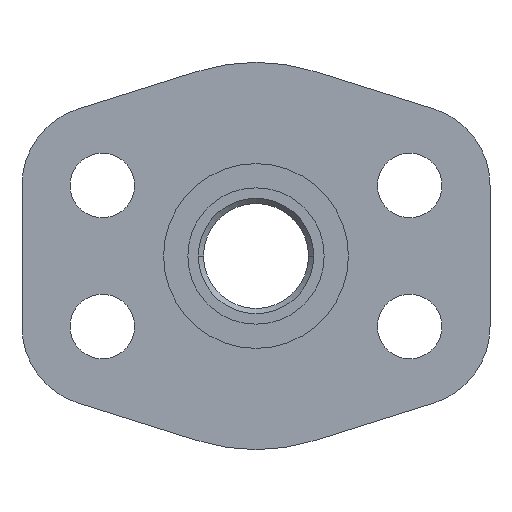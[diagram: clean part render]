
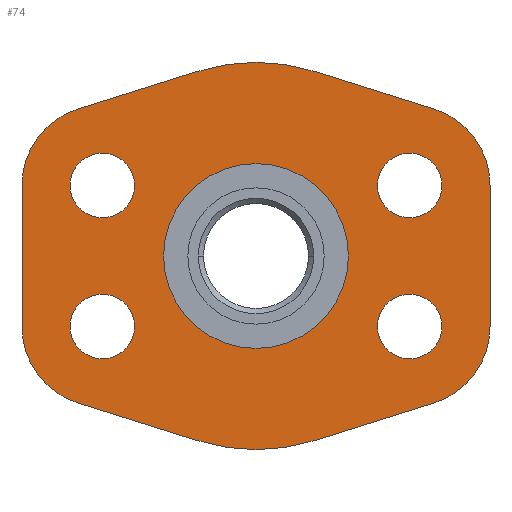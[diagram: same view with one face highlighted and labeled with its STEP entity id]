
A CAD part, front view. The second image highlights one B-rep face of the part: STEP entity #74.
In plain terms, the highlighted planar face has unit normal (0, -1, 0).
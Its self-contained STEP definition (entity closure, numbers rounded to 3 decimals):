
#74=ADVANCED_FACE('',(#156,#157,#158,#159,#160,#161),#162,.F.);
#156=FACE_BOUND('',#262,.T.);
#157=FACE_OUTER_BOUND('',#263,.T.);
#158=FACE_BOUND('',#264,.T.);
#159=FACE_BOUND('',#265,.T.);
#160=FACE_BOUND('',#266,.T.);
#161=FACE_BOUND('',#267,.T.);
#162=PLANE('',#268);
#262=EDGE_LOOP('',(#535,#536));
#263=EDGE_LOOP('',(#537,#538,#539,#540,#541,#542,#543,#544,#545,#546,#547,#548));
#264=EDGE_LOOP('',(#549,#550));
#265=EDGE_LOOP('',(#551,#552));
#266=EDGE_LOOP('',(#553,#554));
#267=EDGE_LOOP('',(#555,#556));
#268=AXIS2_PLACEMENT_3D('',#557,#558,#559);
#535=ORIENTED_EDGE('',*,*,#734,.T.);
#536=ORIENTED_EDGE('',*,*,#733,.T.);
#537=ORIENTED_EDGE('',*,*,#769,.F.);
#538=ORIENTED_EDGE('',*,*,#770,.F.);
#539=ORIENTED_EDGE('',*,*,#771,.F.);
#540=ORIENTED_EDGE('',*,*,#772,.F.);
#541=ORIENTED_EDGE('',*,*,#773,.T.);
#542=ORIENTED_EDGE('',*,*,#774,.F.);
#543=ORIENTED_EDGE('',*,*,#775,.T.);
#544=ORIENTED_EDGE('',*,*,#776,.F.);
#545=ORIENTED_EDGE('',*,*,#777,.F.);
#546=ORIENTED_EDGE('',*,*,#778,.F.);
#547=ORIENTED_EDGE('',*,*,#779,.T.);
#548=ORIENTED_EDGE('',*,*,#780,.F.);
#549=ORIENTED_EDGE('',*,*,#755,.T.);
#550=ORIENTED_EDGE('',*,*,#693,.T.);
#551=ORIENTED_EDGE('',*,*,#753,.T.);
#552=ORIENTED_EDGE('',*,*,#697,.T.);
#553=ORIENTED_EDGE('',*,*,#751,.T.);
#554=ORIENTED_EDGE('',*,*,#701,.T.);
#555=ORIENTED_EDGE('',*,*,#749,.T.);
#556=ORIENTED_EDGE('',*,*,#705,.T.);
#557=CARTESIAN_POINT('',(0.,0.,0.));
#558=DIRECTION('',(-0.0,1.0,0.));
#559=DIRECTION('',(1.0,0.0,0.0));
#693=EDGE_CURVE('',#819,#823,#825,.T.);
#697=EDGE_CURVE('',#827,#831,#833,.T.);
#701=EDGE_CURVE('',#835,#839,#841,.T.);
#705=EDGE_CURVE('',#843,#847,#849,.T.);
#733=EDGE_CURVE('',#897,#901,#903,.T.);
#734=EDGE_CURVE('',#901,#897,#904,.T.);
#749=EDGE_CURVE('',#847,#843,#921,.T.);
#751=EDGE_CURVE('',#839,#835,#923,.T.);
#753=EDGE_CURVE('',#831,#827,#925,.T.);
#755=EDGE_CURVE('',#823,#819,#927,.T.);
#769=EDGE_CURVE('',#953,#954,#955,.T.);
#770=EDGE_CURVE('',#956,#953,#957,.T.);
#771=EDGE_CURVE('',#958,#956,#959,.T.);
#772=EDGE_CURVE('',#960,#958,#961,.T.);
#773=EDGE_CURVE('',#960,#962,#963,.T.);
#774=EDGE_CURVE('',#964,#962,#965,.T.);
#775=EDGE_CURVE('',#964,#966,#967,.T.);
#776=EDGE_CURVE('',#968,#966,#969,.T.);
#777=EDGE_CURVE('',#970,#968,#971,.T.);
#778=EDGE_CURVE('',#972,#970,#973,.T.);
#779=EDGE_CURVE('',#972,#974,#975,.T.);
#780=EDGE_CURVE('',#954,#974,#976,.T.);
#819=VERTEX_POINT('',#1021);
#823=VERTEX_POINT('',#1026);
#825=CIRCLE('',#1029,4.0);
#827=VERTEX_POINT('',#1031);
#831=VERTEX_POINT('',#1036);
#833=CIRCLE('',#1039,4.0);
#835=VERTEX_POINT('',#1041);
#839=VERTEX_POINT('',#1046);
#841=CIRCLE('',#1049,4.0);
#843=VERTEX_POINT('',#1051);
#847=VERTEX_POINT('',#1056);
#849=CIRCLE('',#1059,4.0);
#897=VERTEX_POINT('',#1289);
#901=VERTEX_POINT('',#1294);
#903=CIRCLE('',#1297,11.45);
#904=CIRCLE('',#1298,11.45);
#921=CIRCLE('',#1373,4.0);
#923=CIRCLE('',#1375,4.0);
#925=CIRCLE('',#1377,4.0);
#927=CIRCLE('',#1379,4.0);
#953=VERTEX_POINT('',#1411);
#954=VERTEX_POINT('',#1412);
#955=LINE('',#1413,#1414);
#956=VERTEX_POINT('',#1415);
#957=CIRCLE('',#1416,9.95);
#958=VERTEX_POINT('',#1417);
#959=LINE('',#1418,#1419);
#960=VERTEX_POINT('',#1420);
#961=CIRCLE('',#1421,24.0);
#962=VERTEX_POINT('',#1422);
#963=LINE('',#1423,#1424);
#964=VERTEX_POINT('',#1425);
#965=CIRCLE('',#1426,9.95);
#966=VERTEX_POINT('',#1427);
#967=LINE('',#1428,#1429);
#968=VERTEX_POINT('',#1430);
#969=CIRCLE('',#1431,9.95);
#970=VERTEX_POINT('',#1432);
#971=LINE('',#1433,#1434);
#972=VERTEX_POINT('',#1435);
#973=CIRCLE('',#1436,24.0);
#974=VERTEX_POINT('',#1437);
#975=LINE('',#1438,#1439);
#976=CIRCLE('',#1440,9.95);
#1021=CARTESIAN_POINT('',(-15.05,0.0,-8.74));
#1026=CARTESIAN_POINT('',(-23.05,0.,-8.74));
#1029=AXIS2_PLACEMENT_3D('',#1495,#1496,#1497);
#1031=CARTESIAN_POINT('',(23.05,0.0,-8.74));
#1036=CARTESIAN_POINT('',(15.05,0.,-8.74));
#1039=AXIS2_PLACEMENT_3D('',#1503,#1504,#1505);
#1041=CARTESIAN_POINT('',(-15.05,0.0,8.74));
#1046=CARTESIAN_POINT('',(-23.05,0.,8.74));
#1049=AXIS2_PLACEMENT_3D('',#1511,#1512,#1513);
#1051=CARTESIAN_POINT('',(23.05,0.0,8.74));
#1056=CARTESIAN_POINT('',(15.05,0.,8.74));
#1059=AXIS2_PLACEMENT_3D('',#1519,#1520,#1521);
#1289=CARTESIAN_POINT('',(-11.45,0.,0.));
#1294=CARTESIAN_POINT('',(11.45,0.,0.));
#1297=AXIS2_PLACEMENT_3D('',#1565,#1566,#1567);
#1298=AXIS2_PLACEMENT_3D('',#1568,#1569,#1570);
#1373=AXIS2_PLACEMENT_3D('',#1607,#1608,#1609);
#1375=AXIS2_PLACEMENT_3D('',#1613,#1614,#1615);
#1377=AXIS2_PLACEMENT_3D('',#1619,#1620,#1621);
#1379=AXIS2_PLACEMENT_3D('',#1625,#1626,#1627);
#1411=CARTESIAN_POINT('',(29.0,0.,8.74));
#1412=CARTESIAN_POINT('',(29.0,0.,-8.74));
#1413=CARTESIAN_POINT('',(29.0,0.,8.74));
#1414=VECTOR('',#1655,1.0);
#1415=CARTESIAN_POINT('',(22.034,0.,18.232));
#1416=AXIS2_PLACEMENT_3D('',#1656,#1657,#1658);
#1417=CARTESIAN_POINT('',(7.196,0.,22.896));
#1418=CARTESIAN_POINT('',(7.196,0.,22.896));
#1419=VECTOR('',#1659,1.0);
#1420=CARTESIAN_POINT('',(-7.196,0.,22.896));
#1421=AXIS2_PLACEMENT_3D('',#1660,#1661,#1662);
#1422=CARTESIAN_POINT('',(-22.034,0.,18.232));
#1423=CARTESIAN_POINT('',(-7.196,0.,22.896));
#1424=VECTOR('',#1663,1.0);
#1425=CARTESIAN_POINT('',(-29.0,0.,8.74));
#1426=AXIS2_PLACEMENT_3D('',#1664,#1665,#1666);
#1427=CARTESIAN_POINT('',(-29.0,0.,-8.74));
#1428=CARTESIAN_POINT('',(-29.0,0.,8.74));
#1429=VECTOR('',#1667,1.0);
#1430=CARTESIAN_POINT('',(-22.034,0.,-18.232));
#1431=AXIS2_PLACEMENT_3D('',#1668,#1669,#1670);
#1432=CARTESIAN_POINT('',(-7.196,0.,-22.896));
#1433=CARTESIAN_POINT('',(-7.196,0.,-22.896));
#1434=VECTOR('',#1671,1.0);
#1435=CARTESIAN_POINT('',(7.196,0.,-22.896));
#1436=AXIS2_PLACEMENT_3D('',#1672,#1673,#1674);
#1437=CARTESIAN_POINT('',(22.034,0.,-18.232));
#1438=CARTESIAN_POINT('',(7.196,0.,-22.896));
#1439=VECTOR('',#1675,1.0);
#1440=AXIS2_PLACEMENT_3D('',#1676,#1677,#1678);
#1495=CARTESIAN_POINT('',(-19.05,0.0,-8.74));
#1496=DIRECTION('',(-0.0,1.0,0.));
#1497=DIRECTION('',(1.0,0.0,0.0));
#1503=CARTESIAN_POINT('',(19.05,0.0,-8.74));
#1504=DIRECTION('',(-0.0,1.0,0.));
#1505=DIRECTION('',(1.0,0.0,0.0));
#1511=CARTESIAN_POINT('',(-19.05,0.0,8.74));
#1512=DIRECTION('',(-0.0,1.0,0.));
#1513=DIRECTION('',(1.0,0.0,0.0));
#1519=CARTESIAN_POINT('',(19.05,0.0,8.74));
#1520=DIRECTION('',(-0.0,1.0,0.));
#1521=DIRECTION('',(1.0,0.0,0.0));
#1565=CARTESIAN_POINT('',(0.0,0.0,0.0));
#1566=DIRECTION('',(0.0,1.0,0.));
#1567=DIRECTION('',(-1.0,0.0,0.0));
#1568=CARTESIAN_POINT('',(0.0,0.0,0.0));
#1569=DIRECTION('',(0.0,1.0,0.));
#1570=DIRECTION('',(-1.0,0.0,0.0));
#1607=CARTESIAN_POINT('',(19.05,0.0,8.74));
#1608=DIRECTION('',(-0.0,1.0,0.));
#1609=DIRECTION('',(1.0,0.0,0.0));
#1613=CARTESIAN_POINT('',(-19.05,0.0,8.74));
#1614=DIRECTION('',(-0.0,1.0,0.));
#1615=DIRECTION('',(1.0,0.0,0.0));
#1619=CARTESIAN_POINT('',(19.05,0.0,-8.74));
#1620=DIRECTION('',(-0.0,1.0,0.));
#1621=DIRECTION('',(1.0,0.0,0.0));
#1625=CARTESIAN_POINT('',(-19.05,0.0,-8.74));
#1626=DIRECTION('',(-0.0,1.0,0.));
#1627=DIRECTION('',(1.0,0.0,0.0));
#1655=DIRECTION('',(0.0,0.,-1.0));
#1656=CARTESIAN_POINT('',(19.05,0.,8.74));
#1657=DIRECTION('',(-0.0,1.0,0.));
#1658=DIRECTION('',(1.0,0.0,0.0));
#1659=DIRECTION('',(0.954,0.,-0.3));
#1660=CARTESIAN_POINT('',(0.0,0.0,0.0));
#1661=DIRECTION('',(-0.0,1.0,0.));
#1662=DIRECTION('',(1.0,0.0,0.0));
#1663=DIRECTION('',(-0.954,0.,-0.3));
#1664=CARTESIAN_POINT('',(-19.05,0.,8.74));
#1665=DIRECTION('',(-0.0,1.0,0.));
#1666=DIRECTION('',(1.0,0.0,0.0));
#1667=DIRECTION('',(0.0,0.,-1.0));
#1668=CARTESIAN_POINT('',(-19.05,0.,-8.74));
#1669=DIRECTION('',(-0.0,1.0,0.));
#1670=DIRECTION('',(1.0,0.0,0.0));
#1671=DIRECTION('',(-0.954,0.,0.3));
#1672=CARTESIAN_POINT('',(0.0,0.0,0.0));
#1673=DIRECTION('',(-0.0,1.0,0.));
#1674=DIRECTION('',(1.0,0.0,0.0));
#1675=DIRECTION('',(0.954,0.,0.3));
#1676=CARTESIAN_POINT('',(19.05,0.,-8.74));
#1677=DIRECTION('',(-0.0,1.0,0.));
#1678=DIRECTION('',(1.0,0.0,0.0));
